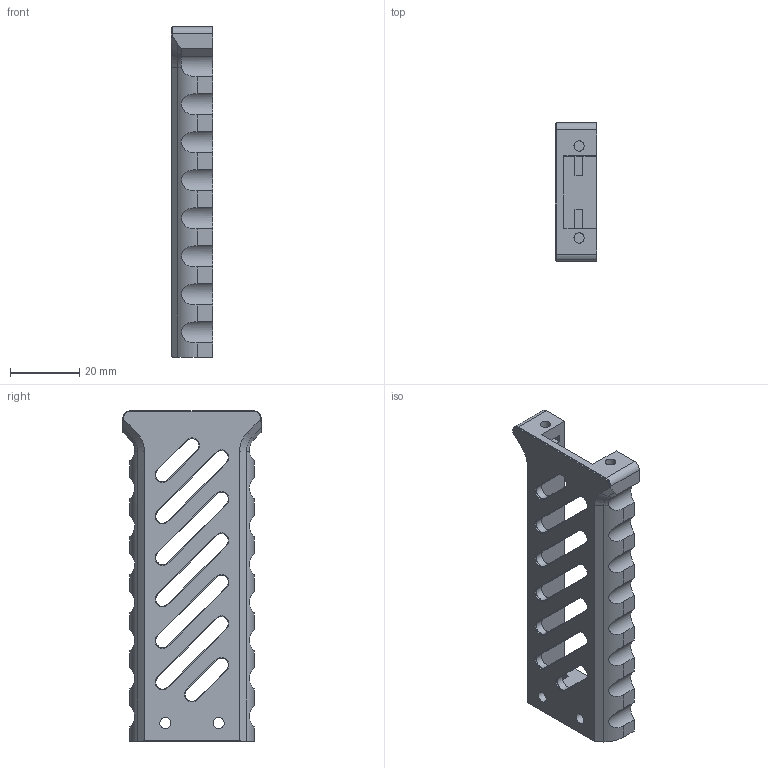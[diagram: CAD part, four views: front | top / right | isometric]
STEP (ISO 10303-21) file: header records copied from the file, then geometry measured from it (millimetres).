
FILE_DESCRIPTION(/* description */ (''),/* implementation_level */ '2;1');
FILE_NAME(/* name */ '7-battery-grip-right-textured.step',/* time_stamp */ '2022-04-06T21:19:59+01:00',/* author */ (''),/* organization */ (''),/* preprocessor_version */ 'ST-DEVELOPER v18.1',/* originating_system */ 'Autodesk Translation Framework v10.13.0.1454',/* authorisation */ '');
FILE_SCHEMA (('AUTOMOTIVE_DESIGN { 1 0 10303 214 3 1 1 }'));
Length unit declared in the file: millimetre
Products named in the file (1): 7-battery-grip-right-textured
Bounding box: 12 x 39.94 x 95.51 mm (x, y, z)
Volume: 19039.7 mm3; surface area: 11785.4 mm2
Topology: 1 solids, 1 shells, 240 faces, 670 edges, 438 vertices
Faces by surface type: plane 156, cylinder 80, cone 2, torus 2
Full cylindrical faces by diameter (mm): 3 x4, 3.2 x4, 5.6 x2
Entity records: 8075 total; most frequent: CARTESIAN_POINT 1692, ORIENTED_EDGE 1340, DIRECTION 1298, EDGE_CURVE 670, LINE 484, VECTOR 484, VERTEX_POINT 438, AXIS2_PLACEMENT_3D 407
